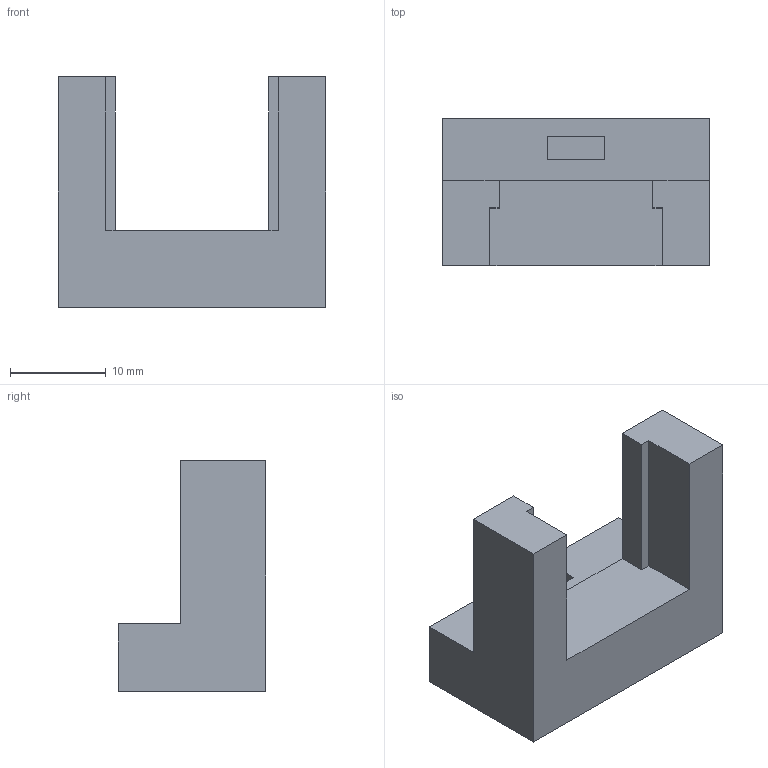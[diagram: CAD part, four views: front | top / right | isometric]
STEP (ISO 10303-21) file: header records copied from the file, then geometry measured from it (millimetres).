
FILE_DESCRIPTION(('FreeCAD Model'),'2;1');
FILE_NAME('Open CASCADE Shape Model','2024-10-24T18:21:31',('Author'),( ''),'Open CASCADE STEP processor 7.6','FreeCAD','Unknown');
FILE_SCHEMA(('AUTOMOTIVE_DESIGN { 1 0 10303 214 1 1 1 1 }'));
Length unit declared in the file: millimetre
Products named in the file (1): Body001
Bounding box: 27.88 x 15.4 x 24 mm (x, y, z)
Volume: 4387.8 mm3; surface area: 2757.6 mm2
Topology: 1 solids, 1 shells, 25 faces, 65 edges, 44 vertices
Faces by surface type: plane 22, cylinder 3
Full cylindrical faces by diameter (mm): 3.5 x2, 6 x1
Entity records: 889 total; most frequent: CARTESIAN_POINT 236, ORIENTED_EDGE 130, DIRECTION 121, EDGE_CURVE 65, LINE 59, VECTOR 59, VERTEX_POINT 44, AXIS2_PLACEMENT_3D 31
